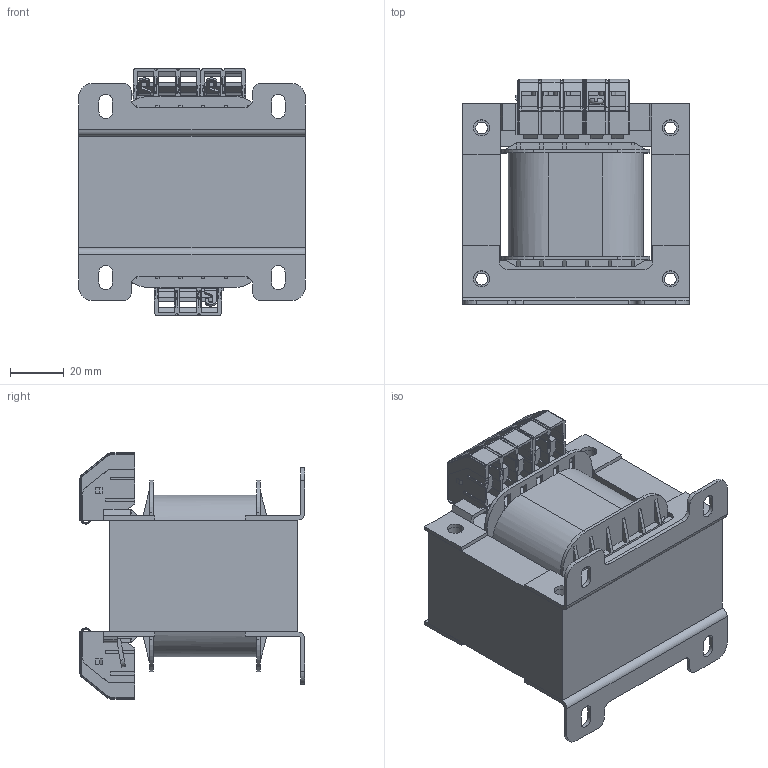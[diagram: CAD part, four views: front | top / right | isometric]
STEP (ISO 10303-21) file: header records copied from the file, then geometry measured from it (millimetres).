
FILE_DESCRIPTION((''),'2;1');
FILE_NAME('ASM0002_ASM','2022-08-01T',('Administrator'),(''),'PRO/ENGINEER BY PARAMETRIC TECHNOLOGY CORPORATION, 2008380','PRO/ENGINEER BY PARAMETRIC TECHNOLOGY CORPORATION, 2008380','');
FILE_SCHEMA(('CONFIG_CONTROL_DESIGN'));
Length unit declared in the file: millimetre
Products named in the file (18): PRT0042; PRT0041; PRT0043; PRT0043100; PRT0044; PRT0044100; PRT0036SANJIE_34; PRT00050002_24; PRT0037SANJIE_26; ASM0008_ASM_4_ASM_ASM_ASM; CDDKSANJIEXIAO2022_ASM_ASM_ASM; PRT0036_29; PRT0040; PRT0037_21; PRT0038_2; ASM0006_ASM_6_ASM_ASM_ASM; CDDK2JIEXIAO2022_ASM_ASM_ASM; ASM0002_ASM
Assembly tree (18 placements, depth 4):
  ASM0002_ASM
    PRT0042
    PRT0041
    PRT0043
    PRT0043100
    PRT0044
    PRT0044100
    CDDKSANJIEXIAO2022_ASM_ASM_ASM  x2
      ASM0008_ASM_4_ASM_ASM_ASM
        PRT0036SANJIE_34
        PRT00050002_24
        PRT0037SANJIE_26
    CDDK2JIEXIAO2022_ASM_ASM_ASM
      ASM0006_ASM_6_ASM_ASM_ASM
        PRT0036_29
        PRT0040
        PRT0037_21
        PRT0038_2
Bounding box: 84 x 83.5 x 91.3 mm (x, y, z)
Volume: 280652.7 mm3; surface area: 96648.7 mm2
Topology: 16 solids, 16 shells, 1978 faces, 5475 edges, 3489 vertices
Faces by surface type: plane 1305, cylinder 482, torus 163, sphere 20, bspline 8
Entity records: 45685 total; most frequent: CARTESIAN_POINT 8340, ORIENTED_EDGE 7834, DIRECTION 7665, EDGE_CURVE 3917, VECTOR 3007, LINE 3007, VERTEX_POINT 2511, AXIS2_PLACEMENT_3D 2329
